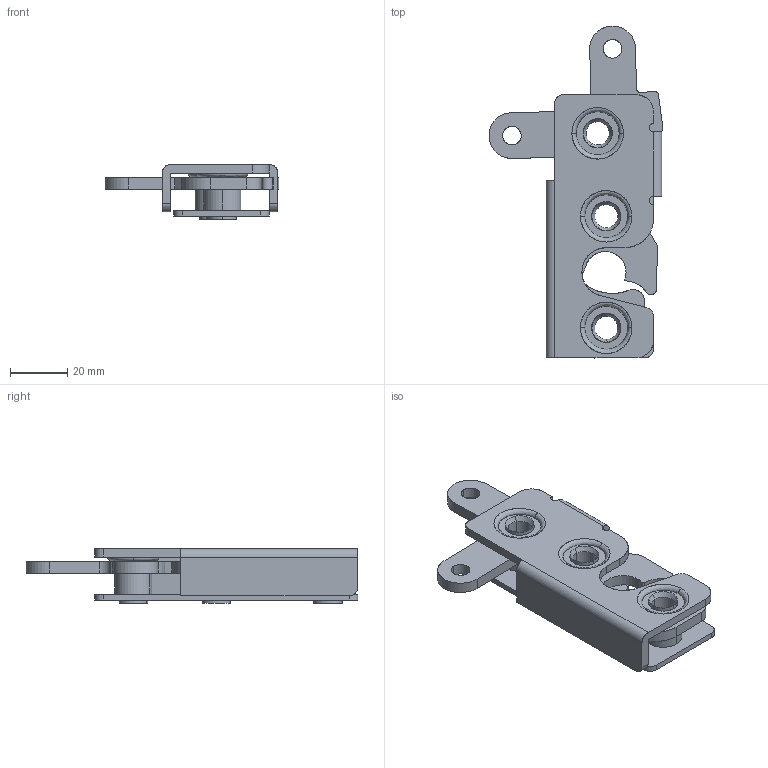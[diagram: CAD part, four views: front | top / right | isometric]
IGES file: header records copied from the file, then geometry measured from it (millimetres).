
Start section: SolidWorks IGES file using analytic representation for surfaces
Global section: file name: C-1851-2-L.IGS; native system: SolidWorks 2012; preprocessor: SolidWorks 2012; author: 1337yo; date: 130501.163952; units: millimetre
Bounding box: 60.84 x 116.08 x 19.2 mm (x, y, z)
Surface area: 25955.2 mm2 (no closed solid volume)
Topology: 0 solids, 0 shells, 205 faces, 3402 edges, 3402 vertices
Faces by surface type: revolution 117, bspline 88
